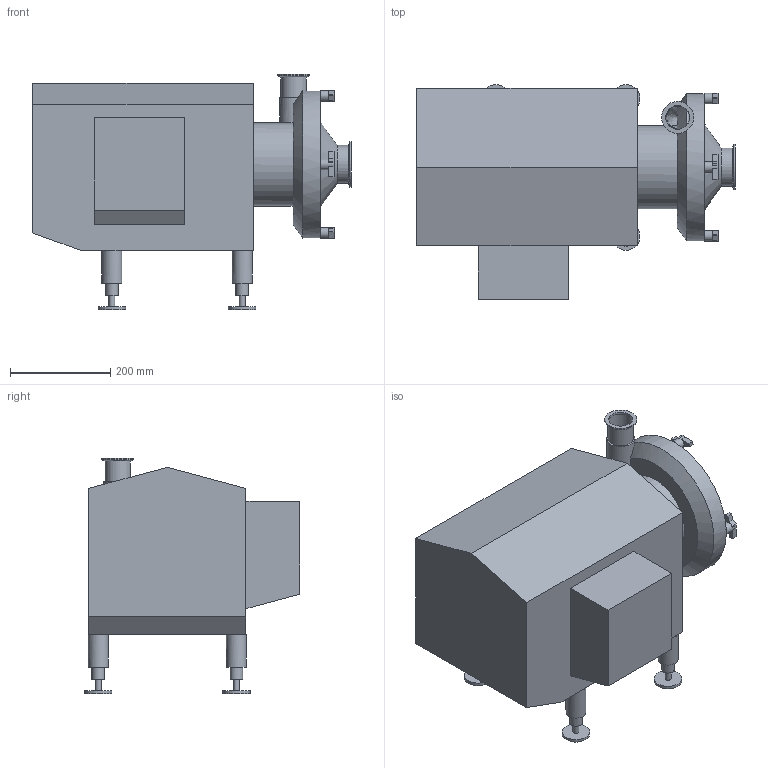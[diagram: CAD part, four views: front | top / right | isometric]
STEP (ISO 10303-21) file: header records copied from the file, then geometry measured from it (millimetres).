
FILE_DESCRIPTION(/* description */ (''),/* implementation_level */ '2;1');
FILE_NAME(/* name */ '',/* time_stamp */ '2024-11-22T09:44:17+09:00',/* author */ ('m'),/* organization */ (''),/* preprocessor_version */ 'ST-DEVELOPER v20',/* originating_system */ 'Autodesk Inventor 2025',/* authorisation */ '');
FILE_SCHEMA (('CONFIG_CONTROL_DESIGN'));
Length unit declared in the file: millimetre
Products named in the file (1): EZL2_055-075_30X20-CXC
Bounding box: 636 x 429.5 x 470 mm (x, y, z)
Volume: 52036204.1 mm3; surface area: 1162846.5 mm2
Topology: 1 solids, 5 shells, 156 faces, 361 edges, 229 vertices
Faces by surface type: plane 108, cylinder 35, cone 10, bspline 2, torus 1
Full cylindrical faces by diameter (mm): 10.917 x4, 12 x4, 21 x4, 25 x4, 40 x4, 47.8 x1, 50.8 x1, 55 x4, 55.8 x1, 64 x1, 72.3 x1, 76.3 x1, 91 x1, 166 x1, 294 x1
Entity records: 4655 total; most frequent: CARTESIAN_POINT 998, DIRECTION 773, ORIENTED_EDGE 714, EDGE_CURVE 357, AXIS2_PLACEMENT_3D 278, VERTEX_POINT 229, LINE 217, VECTOR 217
